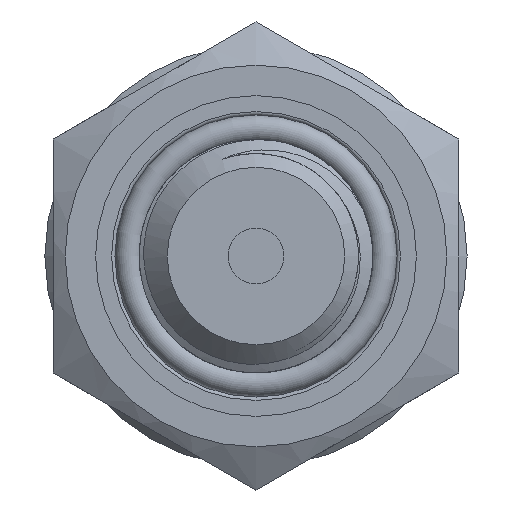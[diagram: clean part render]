
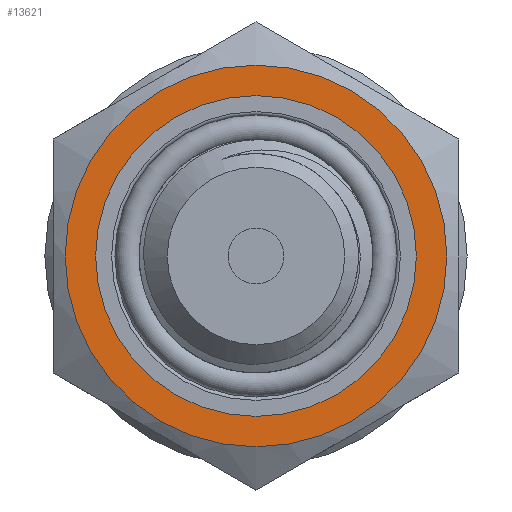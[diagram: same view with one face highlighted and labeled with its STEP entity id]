
A CAD part, left-side view. The second image highlights one B-rep face of the part: STEP entity #13621.
In plain terms, the highlighted planar face has unit normal (-1, 0, 0).
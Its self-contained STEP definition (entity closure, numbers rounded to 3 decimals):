
#191=FACE_BOUND('',#1893,.T.);
#266=PLANE('',#14354);
#1099=FACE_OUTER_BOUND('',#1892,.T.);
#1892=EDGE_LOOP('',(#10646));
#1893=EDGE_LOOP('',(#10647));
#2485=CIRCLE('',#14321,11.3);
#2502=CIRCLE('',#14353,9.5);
#6054=VERTEX_POINT('',#26533);
#6071=VERTEX_POINT('',#27354);
#7701=EDGE_CURVE('',#6054,#6054,#2485,.T.);
#7734=EDGE_CURVE('',#6071,#6071,#2502,.T.);
#10646=ORIENTED_EDGE('',*,*,#7701,.T.);
#10647=ORIENTED_EDGE('',*,*,#7734,.T.);
#13621=ADVANCED_FACE('',(#1099,#191),#266,.T.);
#14321=AXIS2_PLACEMENT_3D('',#26535,#15654,#15655);
#14353=AXIS2_PLACEMENT_3D('',#27355,#15727,#15728);
#14354=AXIS2_PLACEMENT_3D('',#27357,#15730,#15731);
#15654=DIRECTION('center_axis',(-1.,0.,0.));
#15655=DIRECTION('ref_axis',(0.,1.,0.));
#15727=DIRECTION('center_axis',(1.,0.,0.));
#15728=DIRECTION('ref_axis',(0.,0.,-1.));
#15730=DIRECTION('center_axis',(-1.,0.,0.));
#15731=DIRECTION('ref_axis',(0.,0.,1.));
#26533=CARTESIAN_POINT('',(14.,-11.3,0.));
#26535=CARTESIAN_POINT('Origin',(14.,0.,0.));
#27354=CARTESIAN_POINT('',(14.,-9.5,0.));
#27355=CARTESIAN_POINT('Origin',(14.,0.,0.));
#27357=CARTESIAN_POINT('Origin',(14.,12.,0.));
